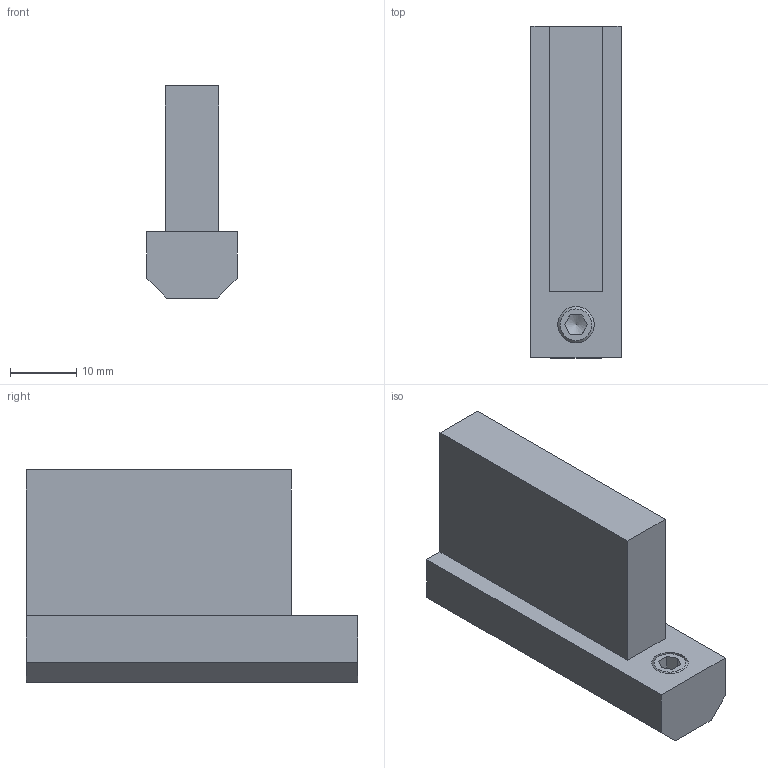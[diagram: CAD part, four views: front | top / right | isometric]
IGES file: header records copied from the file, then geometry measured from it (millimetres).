
Global section: file name: 620000.stp.ipt; native system: Autodesk Inventor 2014; preprocessor: unknown; author: zeman; date: 20151016.101857; units: millimetre
Bounding box: 13.6 x 50 x 32 mm (x, y, z)
Volume: 13397.4 mm3; surface area: 4944.7 mm2
Topology: 2 solids, 2 shells, 25 faces, 60 edges, 39 vertices
Faces by surface type: plane 20, cone 2, revolution 1, cylinder 1, bspline 1
Full cylindrical faces by diameter (mm): 6 x1
